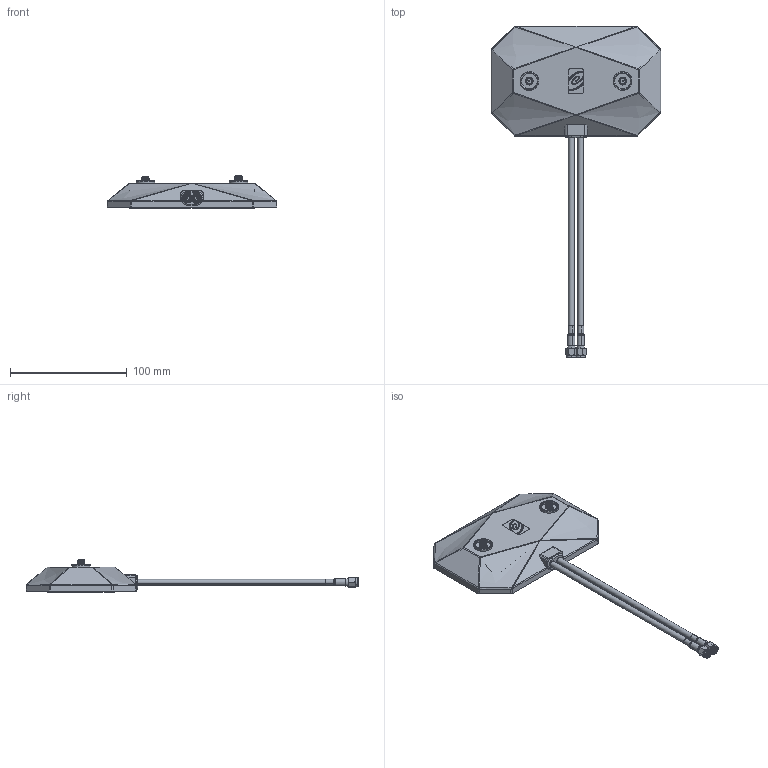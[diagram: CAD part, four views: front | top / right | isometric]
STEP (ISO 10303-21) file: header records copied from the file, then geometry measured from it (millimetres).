
FILE_DESCRIPTION (( 'STEP AP214' ), '1' );
FILE_NAME ('MB.250.B_web.STEP', '2020-11-18T10:51:05', ( '' ), ( '' ), 'SwSTEP 2.0', 'SolidWorks 2018', '' );
FILE_SCHEMA (( 'AUTOMOTIVE_DESIGN' ));
Length unit declared in the file: millimetre
Products named in the file (8): STD SMA(M)ST.Au_default; MB.250.B_web; CFD200 Coaxial Cable; 000115h050000a_mb_250_housing; 001315C030000A (for Assy)_Black_CFD200; 000715H000000A; STD SMA(F)RA.WP.Au_default; 零件102^MB.250.B_web
Assembly tree (11 placements, depth 2):
  MB.250.B_web
    000115h050000a_mb_250_housing
    零件102^MB.250.B_web
    CFD200 Coaxial Cable  x2
    001315C030000A (for Assy)_Black_CFD200  x2
    000715H000000A
    STD SMA(M)ST.Au_default  x2
    STD SMA(F)RA.WP.Au_default  x2
Bounding box: 145.5 x 284.65 x 27.8 mm (x, y, z)
Volume: 21045.6 mm3; surface area: 57208.1 mm2
Topology: 10 solids, 15 shells, 1712 faces, 3888 edges, 2273 vertices
Faces by surface type: bspline 997, cylinder 374, plane 237, cone 76, torus 28
Entity records: 67470 total; most frequent: CARTESIAN_POINT 48561, ORIENTED_EDGE 5134, EDGE_CURVE 2582, DIRECTION 1947, VERTEX_POINT 1560, EDGE_LOOP 1180, B_SPLINE_CURVE_WITH_KNOTS 1167, ADVANCED_FACE 1102
